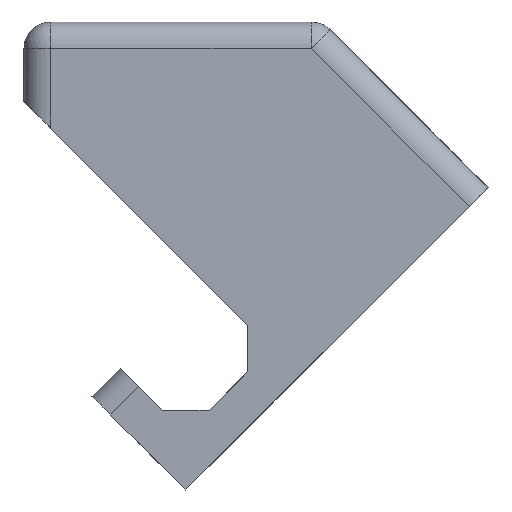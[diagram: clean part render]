
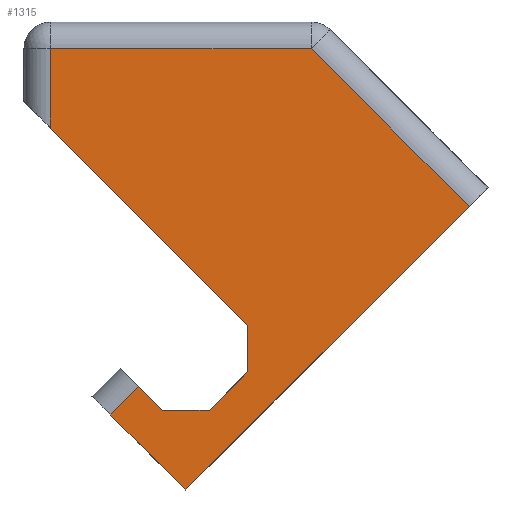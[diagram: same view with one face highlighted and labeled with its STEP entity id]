
A CAD part, left-side view. The second image highlights one B-rep face of the part: STEP entity #1315.
In plain terms, the highlighted planar face has unit normal (-1, 0, 0).
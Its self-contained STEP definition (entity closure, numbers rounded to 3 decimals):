
#56=PLANE('',#1452);
#116=FACE_OUTER_BOUND('',#198,.T.);
#198=EDGE_LOOP('',(#1032,#1033,#1034,#1035,#1036,#1037,#1038,#1039,#1040,
#1041,#1042));
#317=LINE('',#1966,#435);
#337=LINE('',#2005,#455);
#345=LINE('',#2031,#463);
#351=LINE('',#2053,#469);
#359=LINE('',#2083,#477);
#374=LINE('',#2140,#492);
#377=LINE('',#2147,#495);
#378=LINE('',#2152,#496);
#381=LINE('',#2158,#499);
#382=LINE('',#2159,#500);
#383=LINE('',#2160,#501);
#435=VECTOR('',#1555,10.);
#455=VECTOR('',#1577,10.);
#463=VECTOR('',#1601,10.);
#469=VECTOR('',#1619,10.);
#477=VECTOR('',#1655,10.);
#492=VECTOR('',#1722,10.);
#495=VECTOR('',#1729,10.);
#496=VECTOR('',#1734,10.);
#499=VECTOR('',#1741,10.);
#500=VECTOR('',#1742,10.);
#501=VECTOR('',#1743,10.);
#574=VERTEX_POINT('',#1963);
#575=VERTEX_POINT('',#1965);
#593=VERTEX_POINT('',#2003);
#603=VERTEX_POINT('',#2029);
#613=VERTEX_POINT('',#2051);
#621=VERTEX_POINT('',#2081);
#625=VERTEX_POINT('',#2095);
#628=VERTEX_POINT('',#2102);
#638=VERTEX_POINT('',#2143);
#641=VERTEX_POINT('',#2150);
#642=VERTEX_POINT('',#2157);
#699=EDGE_CURVE('',#574,#575,#317,.T.);
#719=EDGE_CURVE('',#574,#593,#337,.T.);
#732=EDGE_CURVE('',#603,#593,#345,.T.);
#743=EDGE_CURVE('',#603,#613,#351,.T.);
#759=EDGE_CURVE('',#621,#613,#359,.T.);
#788=EDGE_CURVE('',#625,#628,#374,.T.);
#792=EDGE_CURVE('',#628,#638,#377,.T.);
#794=EDGE_CURVE('',#641,#625,#378,.T.);
#797=EDGE_CURVE('',#621,#642,#381,.T.);
#798=EDGE_CURVE('',#642,#638,#382,.T.);
#799=EDGE_CURVE('',#641,#575,#383,.T.);
#1032=ORIENTED_EDGE('',*,*,#759,.F.);
#1033=ORIENTED_EDGE('',*,*,#797,.T.);
#1034=ORIENTED_EDGE('',*,*,#798,.T.);
#1035=ORIENTED_EDGE('',*,*,#792,.F.);
#1036=ORIENTED_EDGE('',*,*,#788,.F.);
#1037=ORIENTED_EDGE('',*,*,#794,.F.);
#1038=ORIENTED_EDGE('',*,*,#799,.T.);
#1039=ORIENTED_EDGE('',*,*,#699,.F.);
#1040=ORIENTED_EDGE('',*,*,#719,.T.);
#1041=ORIENTED_EDGE('',*,*,#732,.F.);
#1042=ORIENTED_EDGE('',*,*,#743,.T.);
#1315=ADVANCED_FACE('',(#116),#56,.T.);
#1452=AXIS2_PLACEMENT_3D('',#2156,#1739,#1740);
#1555=DIRECTION('',(0.,0.,1.));
#1577=DIRECTION('',(0.,0.707,-0.707));
#1601=DIRECTION('',(0.,-1.,0.));
#1619=DIRECTION('',(0.,0.707,0.707));
#1655=DIRECTION('',(0.,-0.707,0.707));
#1722=DIRECTION('',(0.,-1.,0.));
#1729=DIRECTION('',(0.,-0.707,-0.707));
#1734=DIRECTION('',(0.,0.,1.));
#1739=DIRECTION('center_axis',(-1.,0.,0.));
#1740=DIRECTION('ref_axis',(0.,0.,1.));
#1741=DIRECTION('',(0.,-0.707,-0.707));
#1742=DIRECTION('',(0.,-0.707,0.707));
#1743=DIRECTION('',(0.,-0.707,-0.707));
#1963=CARTESIAN_POINT('',(-5.,11.278,-48.793));
#1965=CARTESIAN_POINT('',(-5.,11.278,-41.722));
#1966=CARTESIAN_POINT('',(-5.,11.278,-38.278));
#2003=CARTESIAN_POINT('',(-5.,17.062,-54.577));
#2005=CARTESIAN_POINT('',(-5.,-14.757,-22.757));
#2029=CARTESIAN_POINT('',(-5.,24.134,-54.577));
#2031=CARTESIAN_POINT('',(-5.,15.299,-54.577));
#2051=CARTESIAN_POINT('',(-5.,27.669,-51.042));
#2053=CARTESIAN_POINT('',(-5.,20.598,-58.113));
#2081=CARTESIAN_POINT('',(-5.,31.912,-55.284));
#2083=CARTESIAN_POINT('',(-5.,18.316,-41.689));
#2095=CARTESIAN_POINT('',(-5.,41.,0.));
#2102=CARTESIAN_POINT('',(-5.,1.657,0.));
#2140=CARTESIAN_POINT('',(-5.,16.25,0.));
#2143=CARTESIAN_POINT('',(-5.,-22.172,-23.828));
#2147=CARTESIAN_POINT('',(-5.,-3.496,-5.153));
#2150=CARTESIAN_POINT('',(-5.,41.,-12.));
#2152=CARTESIAN_POINT('',(-5.,41.,-15.649));
#2156=CARTESIAN_POINT('Origin',(-5.,10.,-31.299));
#2157=CARTESIAN_POINT('',(-5.,20.598,-66.598));
#2158=CARTESIAN_POINT('',(-5.,34.74,-52.456));
#2159=CARTESIAN_POINT('',(-5.,20.598,-66.598));
#2160=CARTESIAN_POINT('',(-5.,45.,-8.));
